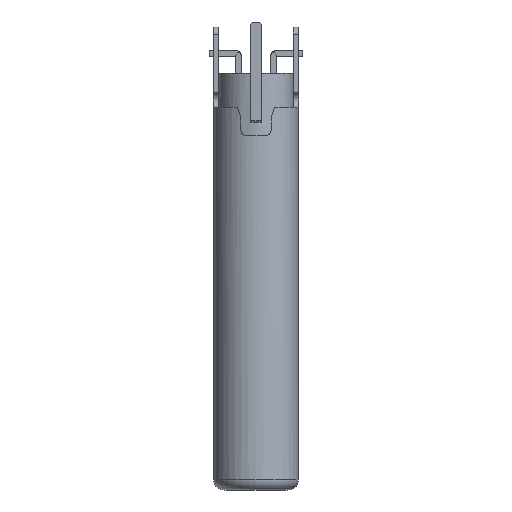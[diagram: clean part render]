
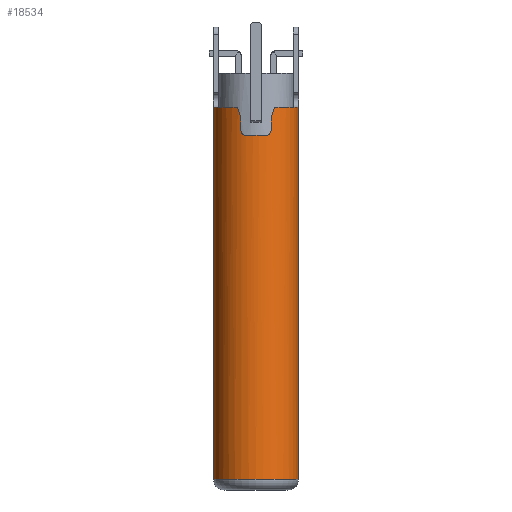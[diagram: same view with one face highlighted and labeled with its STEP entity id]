
A CAD part, left-side view. The second image highlights one B-rep face of the part: STEP entity #18534.
In plain terms, the highlighted cylindrical face has radius 1.2 mm (diameter 2.4 mm), a partial arc.
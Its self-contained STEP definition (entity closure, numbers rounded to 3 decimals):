
#4633=CARTESIAN_POINT('',(-2.925,0.,1.734));
#4634=DIRECTION('',(0.,0.,-1.));
#4635=DIRECTION('',(0.,-1.,0.));
#4636=AXIS2_PLACEMENT_3D('',#4633,#4634,#4635);
#5489=CARTESIAN_POINT('',(-2.925,0.,1.734));
#5490=DIRECTION('',(0.,0.,-1.));
#5491=DIRECTION('',(-0.902,0.433,0.));
#5492=AXIS2_PLACEMENT_3D('',#5489,#5490,#5491);
#5502=CARTESIAN_POINT('',(-4.043,0.437,
1.455));
#5503=CARTESIAN_POINT('',(-4.039,0.447,
1.487));
#5504=CARTESIAN_POINT('',(-4.031,0.465,
1.55));
#5505=CARTESIAN_POINT('',(-4.019,0.492,
1.643));
#5506=CARTESIAN_POINT('',(-4.011,0.51,
1.704));
#5507=CARTESIAN_POINT('',(-4.007,0.519,
1.734));
#5509=DIRECTION('',(0.,0.,1.));
#5510=VECTOR('',#5509,0.287);
#5511=CARTESIAN_POINT('',(-4.047,0.425,
1.084));
#5512=LINE('',#5511,#5510);
#5525=CARTESIAN_POINT('',(-2.925,0.,0.934));
#5526=DIRECTION('',(0.,0.,-1.));
#5527=DIRECTION('',(-0.973,-0.229,0.));
#5528=AXIS2_PLACEMENT_3D('',#5525,#5526,#5527);
#5546=CARTESIAN_POINT('',(-4.007,-0.519,
1.734));
#5547=CARTESIAN_POINT('',(-4.011,-0.51,
1.704));
#5548=CARTESIAN_POINT('',(-4.019,-0.492,
1.643));
#5549=CARTESIAN_POINT('',(-4.031,-0.465,
1.55));
#5550=CARTESIAN_POINT('',(-4.039,-0.447,
1.487));
#5551=CARTESIAN_POINT('',(-4.043,-0.437,
1.455));
#5557=CARTESIAN_POINT('',(-4.043,0.437,
1.455));
#5558=CARTESIAN_POINT('',(-4.044,0.434,
1.446));
#5559=CARTESIAN_POINT('',(-4.045,0.43,
1.428));
#5560=CARTESIAN_POINT('',(-4.047,0.426,
1.399));
#5561=CARTESIAN_POINT('',(-4.047,0.425,
1.38));
#5562=CARTESIAN_POINT('',(-4.047,0.425,
1.371));
#5564=CARTESIAN_POINT('',(-4.047,0.425,
1.084));
#5565=CARTESIAN_POINT('',(-4.047,0.425,
1.073));
#5566=CARTESIAN_POINT('',(-4.048,0.423,
1.051));
#5567=CARTESIAN_POINT('',(-4.052,0.412,
1.02));
#5568=CARTESIAN_POINT('',(-4.058,0.395,
0.991));
#5569=CARTESIAN_POINT('',(-4.066,0.371,
0.967));
#5570=CARTESIAN_POINT('',(-4.075,0.342,
0.948));
#5571=CARTESIAN_POINT('',(-4.085,0.309,
0.936));
#5572=CARTESIAN_POINT('',(-4.09,0.287,
0.934));
#5573=CARTESIAN_POINT('',(-4.093,0.275,
0.934));
#5575=CARTESIAN_POINT('',(-4.093,-0.275,0.934));
#5576=CARTESIAN_POINT('',(-4.09,-0.287,
0.934));
#5577=CARTESIAN_POINT('',(-4.085,-0.309,
0.936));
#5578=CARTESIAN_POINT('',(-4.075,-0.342,
0.948));
#5579=CARTESIAN_POINT('',(-4.066,-0.371,
0.967));
#5580=CARTESIAN_POINT('',(-4.058,-0.395,
0.991));
#5581=CARTESIAN_POINT('',(-4.052,-0.412,
1.02));
#5582=CARTESIAN_POINT('',(-4.048,-0.423,
1.051));
#5583=CARTESIAN_POINT('',(-4.047,-0.425,
1.073));
#5584=CARTESIAN_POINT('',(-4.047,-0.425,
1.084));
#5586=DIRECTION('',(0.,0.,1.));
#5587=VECTOR('',#5586,0.287);
#5588=CARTESIAN_POINT('',(-4.047,-0.425,
1.084));
#5589=LINE('',#5588,#5587);
#5590=CARTESIAN_POINT('',(-4.047,-0.425,
1.371));
#5591=CARTESIAN_POINT('',(-4.047,-0.425,
1.38));
#5592=CARTESIAN_POINT('',(-4.047,-0.426,
1.399));
#5593=CARTESIAN_POINT('',(-4.045,-0.43,
1.428));
#5594=CARTESIAN_POINT('',(-4.044,-0.434,
1.446));
#5595=CARTESIAN_POINT('',(-4.043,-0.437,
1.455));
#5597=DIRECTION('',(0.,0.,-1.));
#5598=VECTOR('',#5597,10.5);
#5599=CARTESIAN_POINT('',(-2.925,-1.2,1.734));
#5600=LINE('',#5599,#5598);
#5601=DIRECTION('',(0.,0.,1.));
#5602=VECTOR('',#5601,10.5);
#5603=CARTESIAN_POINT('',(-2.925,1.2,-8.766));
#5604=LINE('',#5603,#5602);
#5625=CARTESIAN_POINT('',(-2.925,0.,-8.766));
#5626=DIRECTION('',(0.,0.,1.));
#5627=DIRECTION('',(0.,1.,0.));
#5628=AXIS2_PLACEMENT_3D('',#5625,#5626,#5627);
#9562=CARTESIAN_POINT('',(-2.925,-1.2,-8.766));
#9563=VERTEX_POINT('',#9562);
#9564=CARTESIAN_POINT('',(-2.925,-1.2,1.734));
#9565=VERTEX_POINT('',#9564);
#9624=CARTESIAN_POINT('',(-4.007,-0.519,
1.734));
#9625=VERTEX_POINT('',#9624);
#9626=CARTESIAN_POINT('',(-4.007,0.519,
1.734));
#9627=CARTESIAN_POINT('',(-2.925,1.2,1.734));
#9628=VERTEX_POINT('',#9626);
#9629=VERTEX_POINT('',#9627);
#9630=VERTEX_POINT('',#5502);
#9631=VERTEX_POINT('',#5562);
#9632=CARTESIAN_POINT('',(-4.047,0.425,
1.084));
#9633=VERTEX_POINT('',#9632);
#9634=VERTEX_POINT('',#5573);
#9635=CARTESIAN_POINT('',(-4.093,-0.275,0.934));
#9636=VERTEX_POINT('',#9635);
#9637=VERTEX_POINT('',#5584);
#9638=CARTESIAN_POINT('',(-4.047,-0.425,
1.371));
#9639=VERTEX_POINT('',#9638);
#9640=VERTEX_POINT('',#5595);
#9641=CARTESIAN_POINT('',(-2.925,1.2,-8.766));
#9642=VERTEX_POINT('',#9641);
#18511=CARTESIAN_POINT('',(-2.925,0.,-24.058));
#18512=DIRECTION('',(0.,0.,1.));
#18513=DIRECTION('',(0.,1.,0.));
#18514=AXIS2_PLACEMENT_3D('',#18511,#18512,#18513);
#18515=CYLINDRICAL_SURFACE('',#18514,1.2);
#18516=ORIENTED_EDGE('',*,*,#18377,.F.);
#18517=ORIENTED_EDGE('',*,*,#18394,.F.);
#18518=ORIENTED_EDGE('',*,*,#18408,.T.);
#18519=ORIENTED_EDGE('',*,*,#18422,.F.);
#18520=ORIENTED_EDGE('',*,*,#18436,.T.);
#18521=ORIENTED_EDGE('',*,*,#18450,.F.);
#18522=ORIENTED_EDGE('',*,*,#18464,.T.);
#18523=ORIENTED_EDGE('',*,*,#18478,.T.);
#18524=ORIENTED_EDGE('',*,*,#18492,.T.);
#18525=ORIENTED_EDGE('',*,*,#18505,.F.);
#18526=ORIENTED_EDGE('',*,*,#17575,.F.);
#18527=ORIENTED_EDGE('',*,*,#17739,.T.);
#18529=ORIENTED_EDGE('',*,*,#18528,.F.);
#18531=ORIENTED_EDGE('',*,*,#18530,.T.);
#18532=EDGE_LOOP('',(#18516,#18517,#18518,#18519,#18520,#18521,#18522,#18523,
#18524,#18525,#18526,#18527,#18529,#18531));
#18533=FACE_OUTER_BOUND('',#18532,.F.);
#4637=CIRCLE('',#4636,1.2);
#5493=CIRCLE('',#5492,1.2);
#5508=B_SPLINE_CURVE_WITH_KNOTS('',3,(#5502,#5503,#5504,#5505,#5506,#5507),
.UNSPECIFIED.,.F.,.F.,(4,1,1,4),(0.,0.333,0.667,1.),
.UNSPECIFIED.);
#5529=CIRCLE('',#5528,1.2);
#5552=B_SPLINE_CURVE_WITH_KNOTS('',3,(#5546,#5547,#5548,#5549,#5550,#5551),
.UNSPECIFIED.,.F.,.F.,(4,1,1,4),(0.,0.333,0.667,1.),
.UNSPECIFIED.);
#5563=B_SPLINE_CURVE_WITH_KNOTS('',3,(#5557,#5558,#5559,#5560,#5561,#5562),
.UNSPECIFIED.,.F.,.F.,(4,1,1,4),(0.,0.333,0.667,1.),
.UNSPECIFIED.);
#5574=B_SPLINE_CURVE_WITH_KNOTS('',3,(#5564,#5565,#5566,#5567,#5568,#5569,#5570,
#5571,#5572,#5573),.UNSPECIFIED.,.F.,.F.,(4,1,1,1,1,1,1,4),(0.,
0.143,0.286,0.429,0.571,
0.714,0.857,1.),.UNSPECIFIED.);
#5585=B_SPLINE_CURVE_WITH_KNOTS('',3,(#5575,#5576,#5577,#5578,#5579,#5580,#5581,
#5582,#5583,#5584),.UNSPECIFIED.,.F.,.F.,(4,1,1,1,1,1,1,4),(0.,
0.143,0.286,0.429,0.571,
0.714,0.857,1.),.UNSPECIFIED.);
#5596=B_SPLINE_CURVE_WITH_KNOTS('',3,(#5590,#5591,#5592,#5593,#5594,#5595),
.UNSPECIFIED.,.F.,.F.,(4,1,1,4),(0.,0.333,0.667,1.),
.UNSPECIFIED.);
#5629=CIRCLE('',#5628,1.2);
#17575=EDGE_CURVE('',#9565,#9625,#4637,.T.);
#17739=EDGE_CURVE('',#9565,#9563,#5600,.T.);
#18377=EDGE_CURVE('',#9628,#9629,#5493,.T.);
#18394=EDGE_CURVE('',#9630,#9628,#5508,.T.);
#18408=EDGE_CURVE('',#9630,#9631,#5563,.T.);
#18422=EDGE_CURVE('',#9633,#9631,#5512,.T.);
#18436=EDGE_CURVE('',#9633,#9634,#5574,.T.);
#18450=EDGE_CURVE('',#9636,#9634,#5529,.T.);
#18464=EDGE_CURVE('',#9636,#9637,#5585,.T.);
#18478=EDGE_CURVE('',#9637,#9639,#5589,.T.);
#18492=EDGE_CURVE('',#9639,#9640,#5596,.T.);
#18505=EDGE_CURVE('',#9625,#9640,#5552,.T.);
#18528=EDGE_CURVE('',#9642,#9563,#5629,.T.);
#18530=EDGE_CURVE('',#9642,#9629,#5604,.T.);
#18534=ADVANCED_FACE('',(#18533),#18515,.T.);
